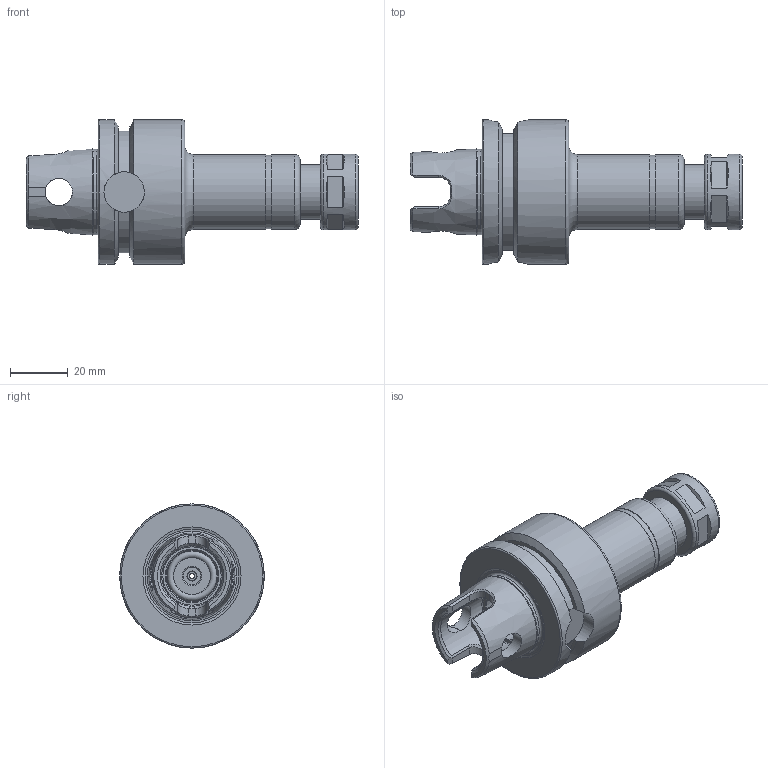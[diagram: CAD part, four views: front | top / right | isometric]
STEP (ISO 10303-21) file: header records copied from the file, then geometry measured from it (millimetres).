
FILE_DESCRIPTION((''),'2;1');
FILE_NAME('126011109090-3D.stp','2020-07-23T08:55:57',('nttooll'),(''),'Autodesk Inventor 2012','Autodesk Inventor 2012','');
FILE_SCHEMA(('AUTOMOTIVE_DESIGN { 1 0 10303 214 1 1 1 1 }'));
Length unit declared in the file: millimetre
Products named in the file (1): 126011109090-3D
Bounding box: 115 x 50 x 50 mm (x, y, z)
Volume: 84407.3 mm3; surface area: 21711.9 mm2
Topology: 1 solids, 4 shells, 171 faces, 384 edges, 240 vertices
Faces by surface type: plane 65, cylinder 40, cone 30, bspline 20, torus 16
Full cylindrical faces by diameter (mm): 1.7 x1, 3 x1, 3.5 x1, 6 x2, 7 x1, 7.787 x1, 8.8 x1, 9.3 x1, 9.5 x2, 10 x2, 10.5 x1, 12 x2, 13 x1, 13.5 x1, 14 x2, 15.5 x1, 18 x1, 19 x2, 21 x1, 25.6 x1, 26 x2, 26.3 x1, 29.5 x1, 50 x2
Entity records: 4934 total; most frequent: CARTESIAN_POINT 1682, DIRECTION 610, ORIENTED_EDGE 590, EDGE_CURVE 295, AXIS2_PLACEMENT_3D 281, EDGE_LOOP 274, VERTEX_POINT 221, FACE_OUTER_BOUND 171
